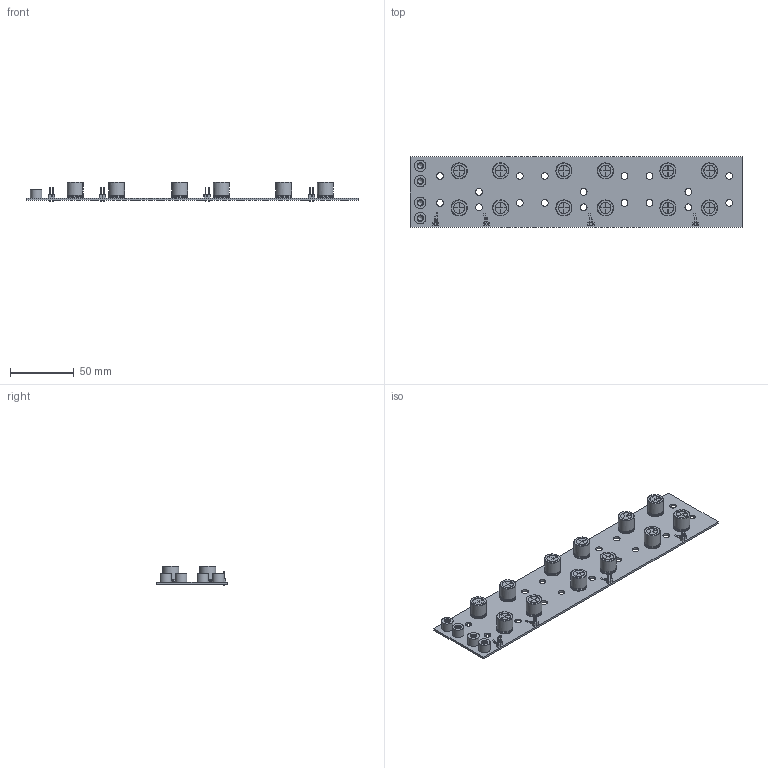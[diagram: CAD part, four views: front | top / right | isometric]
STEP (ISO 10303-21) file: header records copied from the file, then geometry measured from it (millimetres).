
FILE_DESCRIPTION(('KiCad electronic assembly'),'2;1');
FILE_NAME('DCLink.step','2021-04-15T21:19:41',('An Author'),('A Company' ),'Open CASCADE STEP processor 6.9','KiCad to STEP converter', 'Unknown');
FILE_SCHEMA(('AUTOMOTIVE_DESIGN { 1 0 10303 214 1 1 1 1 }'));
Length unit declared in the file: millimetre
Products named in the file (12): Open CASCADE STEP translator 6.9 1; R_0805_2012Metric; SOLID; CP_Radial_D12.5mm_P5.00mm; C_0805_2012Metric; Wurth_STP_7466205; PinHeader_1x02_P2.54mm_Vertical; COMPOUND
Assembly tree (38 placements, depth 3):
  Open CASCADE STEP translator 6.9 1
    R_0805_2012Metric  x8
      SOLID
    CP_Radial_D12.5mm_P5.00mm  x12
      SOLID
    C_0805_2012Metric  x4
      SOLID
    Wurth_STP_7466205  x4
      SOLID
    PinHeader_1x02_P2.54mm_Vertical  x4
      SOLID
    COMPOUND
Bounding box: 260 x 55 x 15.5 mm (x, y, z)
Volume: 41949.6 mm3; surface area: 42188.9 mm2
Topology: 33 solids, 45 shells, 1288 faces, 3330 edges, 2204 vertices
Faces by surface type: plane 714, cylinder 370, bspline 100, revolution 72, torus 24, cone 8
Full cylindrical faces by diameter (mm): 0.9 x24, 1 x8, 1.2 x24, 4.13 x20, 5.3 x18, 9 x4
Entity records: 22390 total; most frequent: CARTESIAN_POINT 8786, DIRECTION 2226, LINE 1265, VECTOR 1265, ORIENTED_EDGE 1210, PCURVE 1210, DEFINITIONAL_REPRESENTATION 1210, EDGE_CURVE 605
